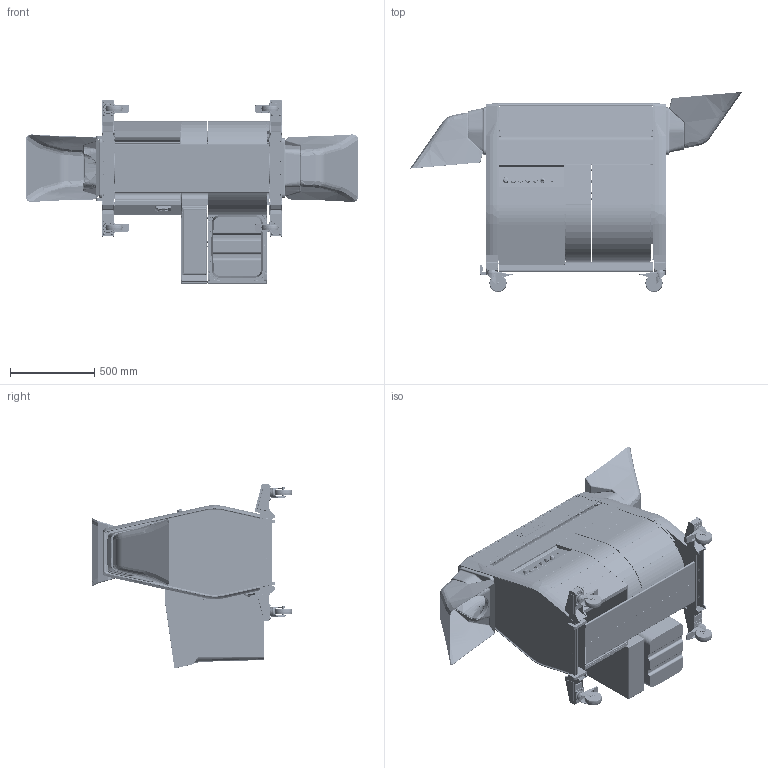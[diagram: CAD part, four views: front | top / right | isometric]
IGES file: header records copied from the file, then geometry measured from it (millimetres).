
Start section: SolidWorks IGES file using analytic representation for surfaces
Global section: file name: Mobius M108  - 3D Model (with Hopper and Chute - IGES_20181031).IGS; native system: SolidWorks 2017; preprocessor: SolidWorks 2017; author: Radu.Postole; date: 181031.111259; units: inch
Bounding box: 1970.08 x 1185.74 x 1094.98 mm (x, y, z)
Surface area: 19163802.2 mm2 (no closed solid volume)
Topology: 0 solids, 0 shells, 7500 faces, 80220 edges, 80111 vertices
Faces by surface type: bspline 4656, revolution 2844
